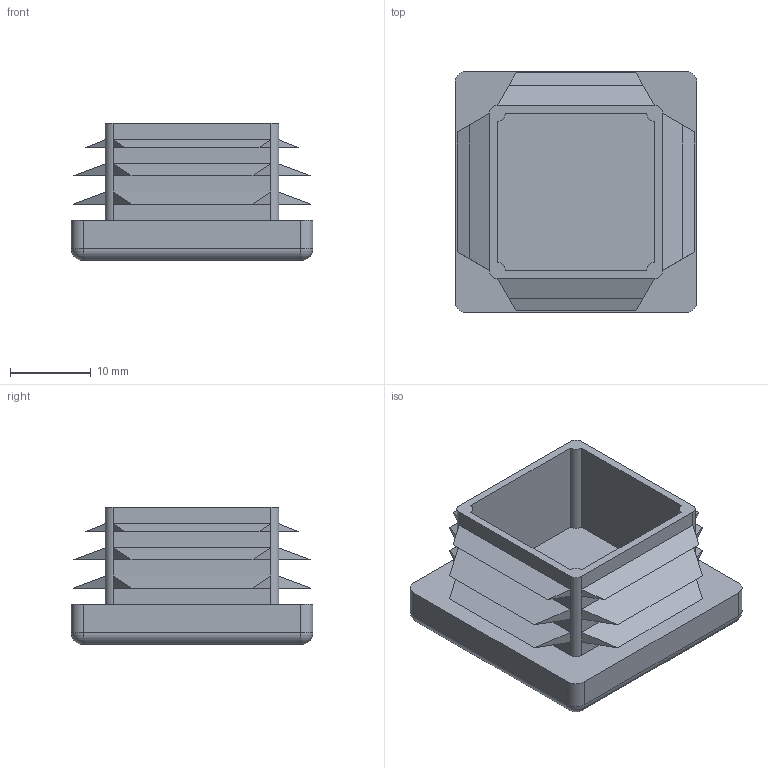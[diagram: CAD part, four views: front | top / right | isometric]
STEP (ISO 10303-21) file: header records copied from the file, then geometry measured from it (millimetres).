
FILE_DESCRIPTION(('STEP AP203'), '1');
FILE_NAME('373.RC30 Çàãëóøêà RC30 íàïðàâëÿþùåé', '', ('UNSPECIFIED'), ('UNSPECIFIED'), 'ASCON STEP Converter 1.3', 'ASCON Math Kernel', '');
FILE_SCHEMA(('CONFIG_CONTROL_DESIGN'));
Length unit declared in the file: millimetre
Products named in the file (1): 373.RC30
Bounding box: 30 x 30 x 17 mm (x, y, z)
Volume: 5969.8 mm3; surface area: 5501.1 mm2
Topology: 1 solids, 1 shells, 96 faces, 220 edges, 124 vertices
Faces by surface type: plane 76, cylinder 16, sphere 4
Entity records: 3379 total; most frequent: DIRECTION 442, CARTESIAN_POINT 437, ORIENTED_EDGE 432, EDGE_CURVE 216, LINE 184, VECTOR 184, AXIS2_PLACEMENT_3D 129, VERTEX_POINT 124
